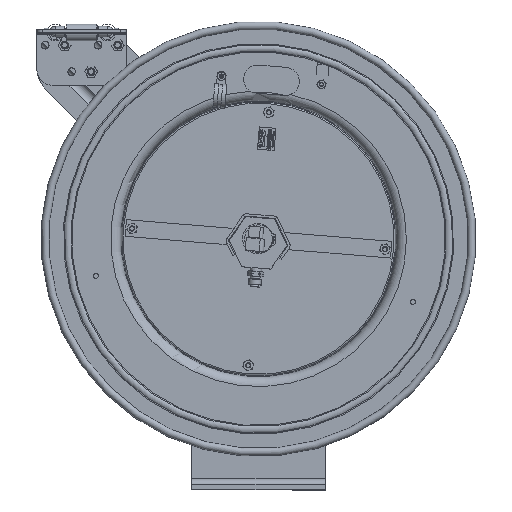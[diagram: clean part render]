
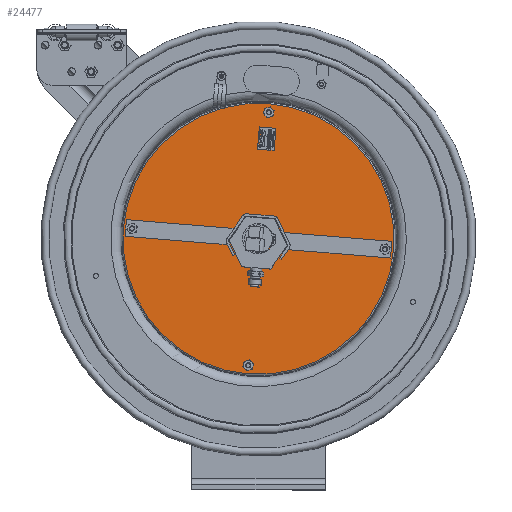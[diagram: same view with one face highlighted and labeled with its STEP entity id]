
A CAD part, top view. The second image highlights one B-rep face of the part: STEP entity #24477.
In plain terms, the highlighted planar face has unit normal (0, 0, 1).
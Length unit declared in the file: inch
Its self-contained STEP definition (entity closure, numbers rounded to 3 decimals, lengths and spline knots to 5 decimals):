
#485=FACE_BOUND('',#7727,.T.);
#486=FACE_BOUND('',#7728,.T.);
#487=FACE_BOUND('',#7729,.T.);
#488=FACE_BOUND('',#7730,.T.);
#489=FACE_BOUND('',#7731,.T.);
#7172=FACE_OUTER_BOUND('',#7726,.T.);
#7726=EDGE_LOOP('',(#19207));
#7727=EDGE_LOOP('',(#19208));
#7728=EDGE_LOOP('',(#19209));
#7729=EDGE_LOOP('',(#19210));
#7730=EDGE_LOOP('',(#19211));
#7731=EDGE_LOOP('',(#19212));
#8569=CIRCLE('',#25231,6.0775);
#8570=CIRCLE('',#25233,0.14);
#8571=CIRCLE('',#25234,0.14);
#8572=CIRCLE('',#25235,0.14);
#8573=CIRCLE('',#25236,0.14);
#8574=CIRCLE('',#25237,0.655);
#10094=VERTEX_POINT('',#34017);
#10095=VERTEX_POINT('',#34020);
#10096=VERTEX_POINT('',#34022);
#10097=VERTEX_POINT('',#34024);
#10098=VERTEX_POINT('',#34026);
#10099=VERTEX_POINT('',#34028);
#14478=EDGE_CURVE('',#10094,#10094,#8569,.T.);
#14479=EDGE_CURVE('',#10095,#10095,#8570,.T.);
#14480=EDGE_CURVE('',#10096,#10096,#8571,.T.);
#14481=EDGE_CURVE('',#10097,#10097,#8572,.T.);
#14482=EDGE_CURVE('',#10098,#10098,#8573,.T.);
#14483=EDGE_CURVE('',#10099,#10099,#8574,.T.);
#19207=ORIENTED_EDGE('',*,*,#14478,.F.);
#19208=ORIENTED_EDGE('',*,*,#14479,.T.);
#19209=ORIENTED_EDGE('',*,*,#14480,.T.);
#19210=ORIENTED_EDGE('',*,*,#14481,.T.);
#19211=ORIENTED_EDGE('',*,*,#14482,.T.);
#19212=ORIENTED_EDGE('',*,*,#14483,.T.);
#23681=PLANE('',#25232);
#24477=ADVANCED_FACE('',(#7172,#485,#486,#487,#488,#489),#23681,.T.);
#25231=AXIS2_PLACEMENT_3D('',#34018,#27088,#27089);
#25232=AXIS2_PLACEMENT_3D('',#34019,#27090,#27091);
#25233=AXIS2_PLACEMENT_3D('',#34021,#27092,#27093);
#25234=AXIS2_PLACEMENT_3D('',#34023,#27094,#27095);
#25235=AXIS2_PLACEMENT_3D('',#34025,#27096,#27097);
#25236=AXIS2_PLACEMENT_3D('',#34027,#27098,#27099);
#25237=AXIS2_PLACEMENT_3D('',#34029,#27100,#27101);
#27088=DIRECTION('center_axis',(0.,0.,
-1.));
#27089=DIRECTION('ref_axis',(0.081,0.997,0.));
#27090=DIRECTION('center_axis',(0.,0.,
1.));
#27091=DIRECTION('ref_axis',(0.081,0.997,0.));
#27092=DIRECTION('center_axis',(0.,0.,
-1.));
#27093=DIRECTION('ref_axis',(0.081,0.997,0.));
#27094=DIRECTION('center_axis',(0.,0.,
-1.));
#27095=DIRECTION('ref_axis',(0.081,0.997,0.));
#27096=DIRECTION('center_axis',(0.,0.,
-1.));
#27097=DIRECTION('ref_axis',(0.081,0.997,0.));
#27098=DIRECTION('center_axis',(0.,0.,
-1.));
#27099=DIRECTION('ref_axis',(0.081,0.997,0.));
#27100=DIRECTION('center_axis',(0.,0.,
-1.));
#27101=DIRECTION('ref_axis',(-0.081,-0.997,0.));
#34017=CARTESIAN_POINT('',(-0.49454,5.19449,4.935));
#34018=CARTESIAN_POINT('Origin',(0.,11.25184,4.935));
#34019=CARTESIAN_POINT('Origin',(0.,11.25184,4.935));
#34020=CARTESIAN_POINT('',(5.68003,10.92857,4.935));
#34021=CARTESIAN_POINT('Origin',(5.66864,10.78903,4.935));
#34022=CARTESIAN_POINT('',(-5.65725,11.85418,4.935));
#34023=CARTESIAN_POINT('Origin',(-5.66864,11.71465,4.935));
#34024=CARTESIAN_POINT('',(-0.45141,5.72274,4.935));
#34025=CARTESIAN_POINT('Origin',(-0.46281,5.5832,4.935));
#34026=CARTESIAN_POINT('',(0.4742,17.06001,4.935));
#34027=CARTESIAN_POINT('Origin',(0.46281,16.92048,4.935));
#34028=CARTESIAN_POINT('',(0.0533,11.90467,4.935));
#34029=CARTESIAN_POINT('Origin',(0.,11.25184,4.935));
